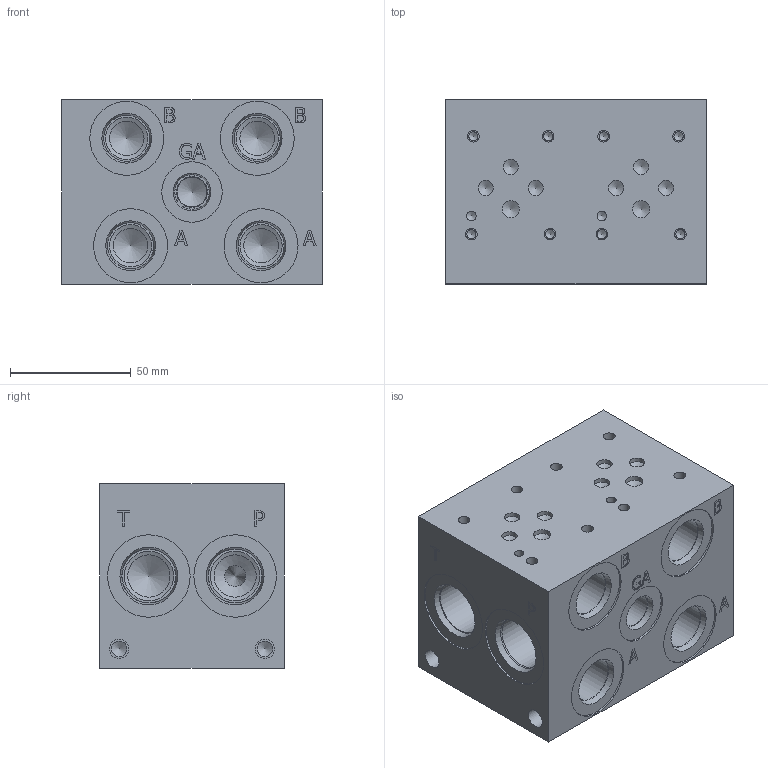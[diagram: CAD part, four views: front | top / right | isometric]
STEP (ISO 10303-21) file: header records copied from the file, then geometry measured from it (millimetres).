
FILE_DESCRIPTION(/* description */ (''),/* implementation_level */ '2;1');
FILE_NAME(/* name */ '_D03S022S_C.stp',/* time_stamp */ '2022-10-12T15:42:29-04:00',/* author */ ('bobbyh'),/* organization */ (''),/* preprocessor_version */ 'ST-DEVELOPER v18',/* originating_system */ 'Autodesk Inventor 2020',/* authorisation */ '');
FILE_SCHEMA (('AUTOMOTIVE_DESIGN { 1 0 10303 214 3 1 1 }'));
Length unit declared in the file: millimetre
Products named in the file (1): Part_AD03S022S_C_3D
Bounding box: 107.95 x 76.2 x 76.2 mm (x, y, z)
Volume: 536280.4 mm3; surface area: 64775.4 mm2
Topology: 1 solids, 1 shells, 699 faces, 1909 edges, 1289 vertices
Faces by surface type: plane 358, bspline 187, cylinder 88, cone 66
Full cylindrical faces by diameter (mm): 3.785 x8, 3.962 x2, 4.826 x8, 6.35 x6, 6.528 x4, 7.137 x2, 7.925 x4, 12.294 x1, 12.9 x1, 14.275 x1, 14.29 x1, 14.3 x4, 14.529 x1, 15.9 x1, 17.475 x4, 17.501 x4, 19.05 x4, 19.253 x4, 20.447 x4, 20.62 x1, 22.225 x3, 22.23 x2, 22.54 x1, 22.555 x4, 23.901 x3, 25.019 x1, 30.16 x1, 30.632 x4, 34.138 x4
Entity records: 23518 total; most frequent: CARTESIAN_POINT 6297, ORIENTED_EDGE 3754, DIRECTION 2854, EDGE_CURVE 1877, VERTEX_POINT 1289, LINE 1178, VECTOR 1178, AXIS2_PLACEMENT_3D 838
